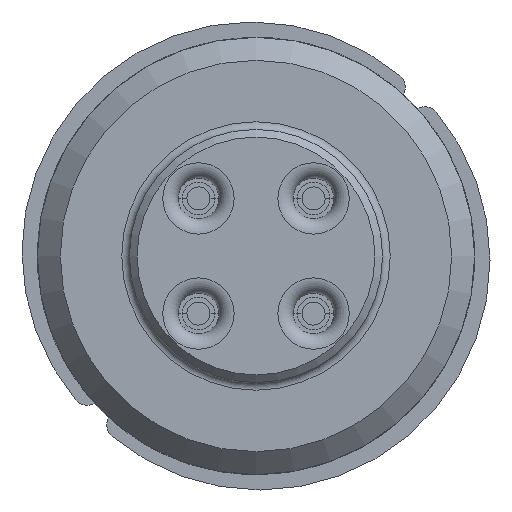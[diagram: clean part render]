
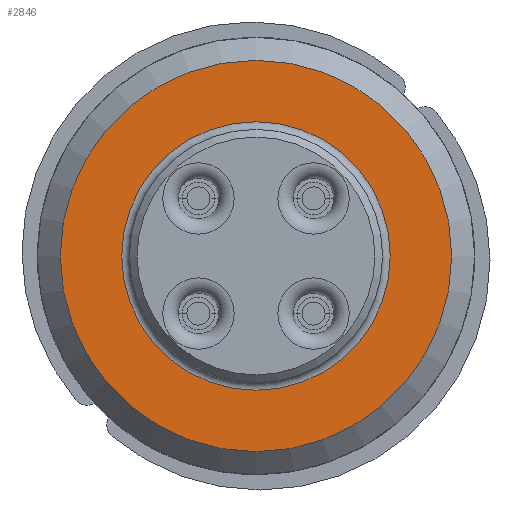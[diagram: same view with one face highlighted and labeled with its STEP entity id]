
A CAD part, left-side view. The second image highlights one B-rep face of the part: STEP entity #2846.
In plain terms, the highlighted face is planar.
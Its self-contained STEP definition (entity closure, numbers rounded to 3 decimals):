
#640=FACE_BOUND('',#973,.T.);
#667=PLANE('',#3303);
#790=FACE_OUTER_BOUND('',#972,.T.);
#972=EDGE_LOOP('',(#2234));
#973=EDGE_LOOP('',(#2235));
#1177=CIRCLE('',#3297,17.5);
#1182=CIRCLE('',#3304,25.5);
#1369=VERTEX_POINT('',#5160);
#1373=VERTEX_POINT('',#5172);
#1687=EDGE_CURVE('',#1369,#1369,#1177,.T.);
#1693=EDGE_CURVE('',#1373,#1373,#1182,.T.);
#2234=ORIENTED_EDGE('',*,*,#1693,.F.);
#2235=ORIENTED_EDGE('',*,*,#1687,.F.);
#2846=ADVANCED_FACE('',(#790,#640),#667,.T.);
#3297=AXIS2_PLACEMENT_3D('',#5161,#3833,#3834);
#3303=AXIS2_PLACEMENT_3D('',#5171,#3846,#3847);
#3304=AXIS2_PLACEMENT_3D('',#5173,#3848,#3849);
#3833=DIRECTION('center_axis',(0.,1.,0.));
#3834=DIRECTION('ref_axis',(0.,0.,-1.));
#3846=DIRECTION('center_axis',(0.,1.,0.));
#3847=DIRECTION('ref_axis',(0.,0.,1.));
#3848=DIRECTION('center_axis',(0.,-1.,0.));
#3849=DIRECTION('ref_axis',(0.,0.,-1.));
#5160=CARTESIAN_POINT('',(0.,0.,-17.5));
#5161=CARTESIAN_POINT('Origin',(0.,0.,0.));
#5171=CARTESIAN_POINT('Origin',(0.,0.,16.5));
#5172=CARTESIAN_POINT('',(0.,0.,25.5));
#5173=CARTESIAN_POINT('Origin',(0.,0.,0.));
